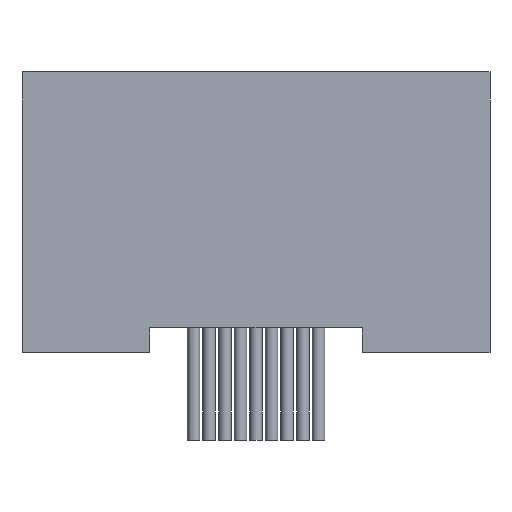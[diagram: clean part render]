
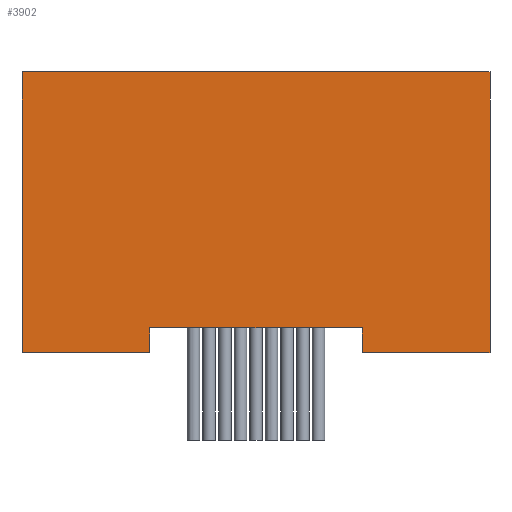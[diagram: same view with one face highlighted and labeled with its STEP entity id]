
A CAD part, front view. The second image highlights one B-rep face of the part: STEP entity #3902.
In plain terms, the highlighted planar face has unit normal (0, -1, 0).
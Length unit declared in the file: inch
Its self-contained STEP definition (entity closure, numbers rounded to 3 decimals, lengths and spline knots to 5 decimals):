
#57 = LINE ( 'NONE', #1209, #4269 ) ;
#215 = VECTOR ( 'NONE', #3967, 39.37008 ) ;
#429 = CARTESIAN_POINT ( 'NONE',  ( 0.1875, -0.0575, -0.225 ) ) ;
#1209 = CARTESIAN_POINT ( 'NONE',  ( -0.1875, -0.0575, -0.225 ) ) ;
#1219 = VERTEX_POINT ( 'NONE', #17038 ) ;
#1237 = ORIENTED_EDGE ( 'NONE', *, *, #2455, .F. ) ;
#1253 = CARTESIAN_POINT ( 'NONE',  ( 0.085, -0.0575, -0.205 ) ) ;
#1444 = DIRECTION ( 'NONE',  ( 1., 0., 0. ) ) ;
#2363 = CARTESIAN_POINT ( 'NONE',  ( 0.085, -0.0575, -0.205 ) ) ;
#2455 = EDGE_CURVE ( 'NONE', #1219, #4759, #4536, .T. ) ;
#2664 = ORIENTED_EDGE ( 'NONE', *, *, #16665, .F. ) ;
#3122 = CARTESIAN_POINT ( 'NONE',  ( -0.1875, -0.0575, -0.225 ) ) ;
#3902 = ADVANCED_FACE ( 'NONE', ( #5996 ), #13065, .T. ) ;
#3967 = DIRECTION ( 'NONE',  ( -1., 0., 0. ) ) ;
#4269 = VECTOR ( 'NONE', #12366, 39.37008 ) ;
#4297 = EDGE_CURVE ( 'NONE', #14849, #17992, #57, .T. ) ;
#4536 = LINE ( 'NONE', #7752, #16803 ) ;
#4759 = VERTEX_POINT ( 'NONE', #8947 ) ;
#5016 = ORIENTED_EDGE ( 'NONE', *, *, #15341, .T. ) ;
#5095 = CARTESIAN_POINT ( 'NONE',  ( -0.1875, -0.0575, -0.225 ) ) ;
#5349 = EDGE_LOOP ( 'NONE', ( #5016, #5581, #7902, #18810, #12640, #9045, #1237, #2664 ) ) ;
#5581 = ORIENTED_EDGE ( 'NONE', *, *, #15802, .T. ) ;
#5839 = DIRECTION ( 'NONE',  ( 1., 0., 0. ) ) ;
#5996 = FACE_OUTER_BOUND ( 'NONE', #5349, .T. ) ;
#6471 = VERTEX_POINT ( 'NONE', #429 ) ;
#6595 = VECTOR ( 'NONE', #14332, 39.37008 ) ;
#6618 = CARTESIAN_POINT ( 'NONE',  ( 0.1875, -0.0575, -0.225 ) ) ;
#6719 = DIRECTION ( 'NONE',  ( 0., -1., 0. ) ) ;
#7356 = VECTOR ( 'NONE', #11416, 39.37008 ) ;
#7472 = CARTESIAN_POINT ( 'NONE',  ( -0.1875, -0.0575, 0. ) ) ;
#7752 = CARTESIAN_POINT ( 'NONE',  ( -0.085, -0.0575, -0.205 ) ) ;
#7859 = LINE ( 'NONE', #6618, #7356 ) ;
#7902 = ORIENTED_EDGE ( 'NONE', *, *, #8931, .T. ) ;
#8471 = CARTESIAN_POINT ( 'NONE',  ( 0.085, -0.0575, -0.225 ) ) ;
#8639 = EDGE_CURVE ( 'NONE', #14849, #4759, #18346, .T. ) ;
#8722 = LINE ( 'NONE', #2363, #215 ) ;
#8931 = EDGE_CURVE ( 'NONE', #6471, #10843, #7859, .T. ) ;
#8947 = CARTESIAN_POINT ( 'NONE',  ( -0.085, -0.0575, -0.225 ) ) ;
#9045 = ORIENTED_EDGE ( 'NONE', *, *, #8639, .T. ) ;
#9088 = CARTESIAN_POINT ( 'NONE',  ( 0.1875, -0.0575, 0. ) ) ;
#9251 = VECTOR ( 'NONE', #1444, 39.37008 ) ;
#9358 = DIRECTION ( 'NONE',  ( 0., 0., -1. ) ) ;
#9403 = CARTESIAN_POINT ( 'NONE',  ( -0.1875, -0.0575, -0.225 ) ) ;
#10491 = VERTEX_POINT ( 'NONE', #8471 ) ;
#10843 = VERTEX_POINT ( 'NONE', #9088 ) ;
#10871 = VERTEX_POINT ( 'NONE', #13903 ) ;
#11416 = DIRECTION ( 'NONE',  ( 0., 0., 1. ) ) ;
#12366 = DIRECTION ( 'NONE',  ( 0., 0., 1. ) ) ;
#12640 = ORIENTED_EDGE ( 'NONE', *, *, #4297, .F. ) ;
#12977 = LINE ( 'NONE', #9403, #9251 ) ;
#13065 = PLANE ( 'NONE',  #14036 ) ;
#13903 = CARTESIAN_POINT ( 'NONE',  ( 0.085, -0.0575, -0.205 ) ) ;
#14036 = AXIS2_PLACEMENT_3D ( 'NONE', #5095, #6719, #17891 ) ;
#14332 = DIRECTION ( 'NONE',  ( 1., 0., 0. ) ) ;
#14849 = VERTEX_POINT ( 'NONE', #16430 ) ;
#14938 = LINE ( 'NONE', #7472, #15429 ) ;
#15037 = VECTOR ( 'NONE', #20375, 39.37008 ) ;
#15341 = EDGE_CURVE ( 'NONE', #10871, #10491, #19772, .T. ) ;
#15429 = VECTOR ( 'NONE', #5839, 39.37008 ) ;
#15802 = EDGE_CURVE ( 'NONE', #10491, #6471, #12977, .T. ) ;
#16430 = CARTESIAN_POINT ( 'NONE',  ( -0.1875, -0.0575, -0.225 ) ) ;
#16665 = EDGE_CURVE ( 'NONE', #10871, #1219, #8722, .T. ) ;
#16803 = VECTOR ( 'NONE', #9358, 39.37008 ) ;
#17038 = CARTESIAN_POINT ( 'NONE',  ( -0.085, -0.0575, -0.205 ) ) ;
#17431 = EDGE_CURVE ( 'NONE', #17992, #10843, #14938, .T. ) ;
#17891 = DIRECTION ( 'NONE',  ( 1., 0., 0. ) ) ;
#17992 = VERTEX_POINT ( 'NONE', #18538 ) ;
#18346 = LINE ( 'NONE', #3122, #6595 ) ;
#18538 = CARTESIAN_POINT ( 'NONE',  ( -0.1875, -0.0575, 0. ) ) ;
#18810 = ORIENTED_EDGE ( 'NONE', *, *, #17431, .F. ) ;
#19772 = LINE ( 'NONE', #1253, #15037 ) ;
#20375 = DIRECTION ( 'NONE',  ( 0., 0., -1. ) ) ;
